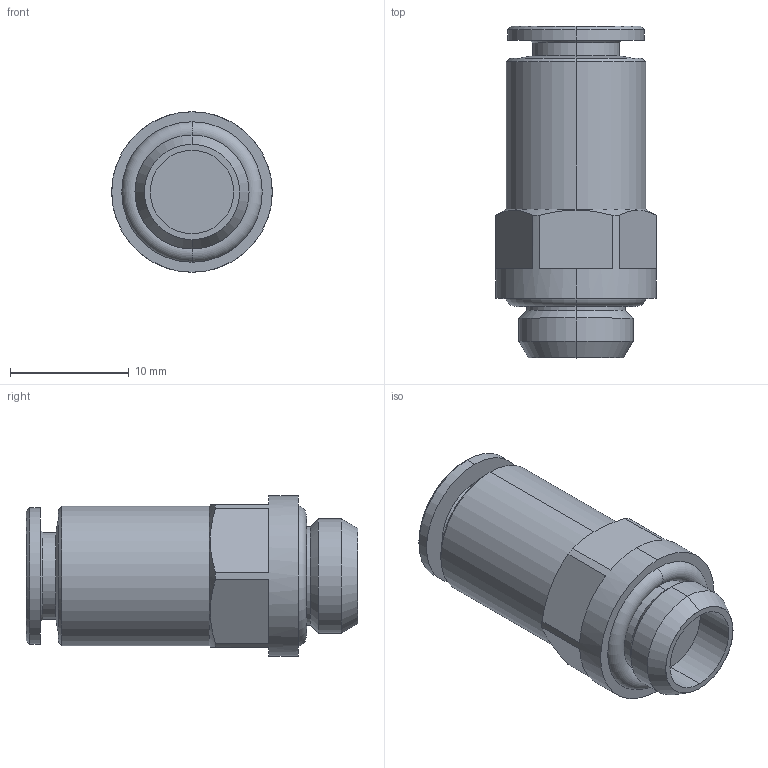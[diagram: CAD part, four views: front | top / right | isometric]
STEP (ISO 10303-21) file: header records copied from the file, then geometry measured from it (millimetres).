
FILE_DESCRIPTION (( 'STEP AP203' ), '1' );
FILE_NAME ('04450031.STEP', '2011-05-25T07:50:37', ( '' ), ( 'sopra-pneumatic' ), 'SwSTEP 2.0', 'SolidWorks 2009', '' );
FILE_SCHEMA (( 'CONFIG_CONTROL_DESIGN' ));
Length unit declared in the file: millimetre
Products named in the file (1): 04450031
Bounding box: 13.5 x 27.9 x 13.5 mm (x, y, z)
Volume: 2204.8 mm3; surface area: 1831.3 mm2
Topology: 1 solids, 1 shells, 56 faces, 126 edges, 78 vertices
Faces by surface type: plane 20, cylinder 18, cone 16, torus 2
Entity records: 1681 total; most frequent: CARTESIAN_POINT 309, DIRECTION 298, ORIENTED_EDGE 252, EDGE_CURVE 126, AXIS2_PLACEMENT_3D 123, VERTEX_POINT 78, CIRCLE 66, EDGE_LOOP 62
